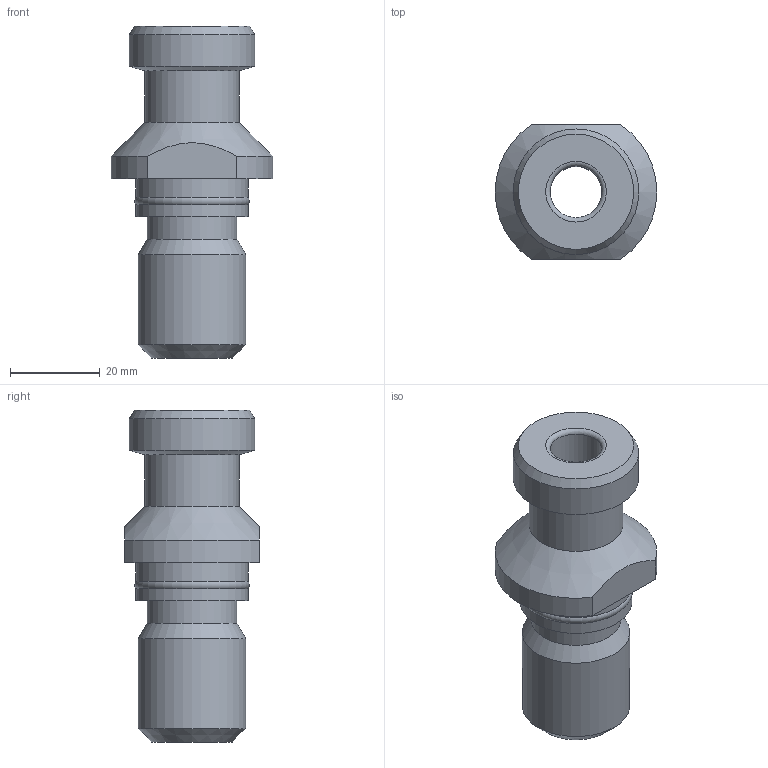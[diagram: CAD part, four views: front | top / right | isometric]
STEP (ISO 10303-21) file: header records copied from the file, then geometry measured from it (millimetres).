
FILE_DESCRIPTION((''),'1');
FILE_NAME('PDV50.stp','2025-04-16T02:00:14',(''),(''),'Spatial Interop R21 SP3','Kubotek KeyCreator 2011 V10.0.2 (22737)',' ');
FILE_SCHEMA(('automotive_design'));
Length unit declared in the file: millimetre
Products named in the file (1): 240[2]
Bounding box: 36 x 30 x 74 mm (x, y, z)
Volume: 28878.5 mm3; surface area: 10224.6 mm2
Topology: 1 solids, 1 shells, 22 faces, 44 edges, 26 vertices
Faces by surface type: cylinder 9, plane 6, cone 5, torus 2
Full cylindrical faces by diameter (mm): 11.5 x1, 20 x1, 21 x1, 24 x1, 25 x2, 28 x1
Entity records: 929 total; most frequent: DIRECTION 94, CARTESIAN_POINT 81, PRESENTATION_STYLE_ASSIGNMENT 75, COLOUR_RGB 75, ORIENTED_EDGE 58, STYLED_ITEM 52, CURVE_STYLE 52, DRAUGHTING_PRE_DEFINED_CURVE_FONT 52
